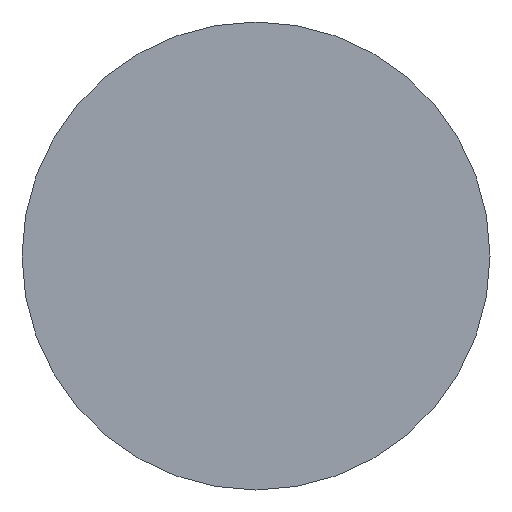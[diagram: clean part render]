
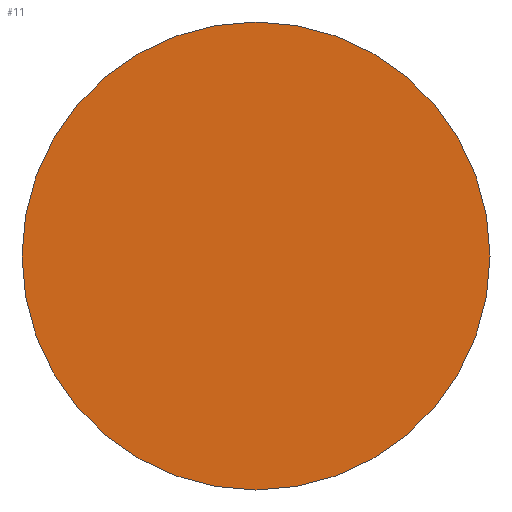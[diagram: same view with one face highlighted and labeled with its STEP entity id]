
A CAD part, left-side view. The second image highlights one B-rep face of the part: STEP entity #11.
In plain terms, the highlighted planar face has unit normal (-1, 0, 0).
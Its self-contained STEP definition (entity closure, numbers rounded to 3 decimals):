
#1 = VERTEX_POINT ( 'NONE', #159 ) ;
#2 = AXIS2_PLACEMENT_3D ( 'NONE', #19, #97, #115 ) ;
#7 = ORIENTED_EDGE ( 'NONE', *, *, #76, .T. ) ;
#8 = CARTESIAN_POINT ( 'NONE',  ( 44.854, 26.062, 0. ) ) ;
#10 = CARTESIAN_POINT ( 'NONE',  ( 44.854, 34.062, 0. ) ) ;
#11 = ADVANCED_FACE ( 'NONE', ( #122 ), #51, .F. ) ;
#17 = DIRECTION ( 'NONE',  ( 1., 0., 0. ) ) ;
#19 = CARTESIAN_POINT ( 'NONE',  ( 44.854, 26.062, 0. ) ) ;
#51 = PLANE ( 'NONE',  #56 ) ;
#56 = AXIS2_PLACEMENT_3D ( 'NONE', #8, #17, #82 ) ;
#62 = CIRCLE ( 'NONE', #2, 8. ) ;
#76 = EDGE_CURVE ( 'NONE', #145, #1, #62, .T. ) ;
#82 = DIRECTION ( 'NONE',  ( 0., 1., 0. ) ) ;
#87 = AXIS2_PLACEMENT_3D ( 'NONE', #152, #103, #118 ) ;
#97 = DIRECTION ( 'NONE',  ( -1., 0., 0. ) ) ;
#103 = DIRECTION ( 'NONE',  ( -1., 0., 0. ) ) ;
#115 = DIRECTION ( 'NONE',  ( 0., -1., 0. ) ) ;
#118 = DIRECTION ( 'NONE',  ( 0., -1., 0. ) ) ;
#122 = FACE_OUTER_BOUND ( 'NONE', #136, .T. ) ;
#136 = EDGE_LOOP ( 'NONE', ( #155, #7 ) ) ;
#145 = VERTEX_POINT ( 'NONE', #10 ) ;
#152 = CARTESIAN_POINT ( 'NONE',  ( 44.854, 26.062, 0. ) ) ;
#154 = CIRCLE ( 'NONE', #87, 8. ) ;
#155 = ORIENTED_EDGE ( 'NONE', *, *, #157, .T. ) ;
#157 = EDGE_CURVE ( 'NONE', #1, #145, #154, .T. ) ;
#159 = CARTESIAN_POINT ( 'NONE',  ( 44.854, 18.062, 0. ) ) ;
